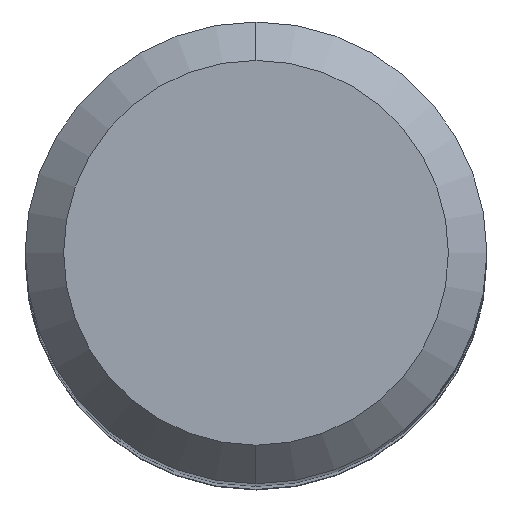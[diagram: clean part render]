
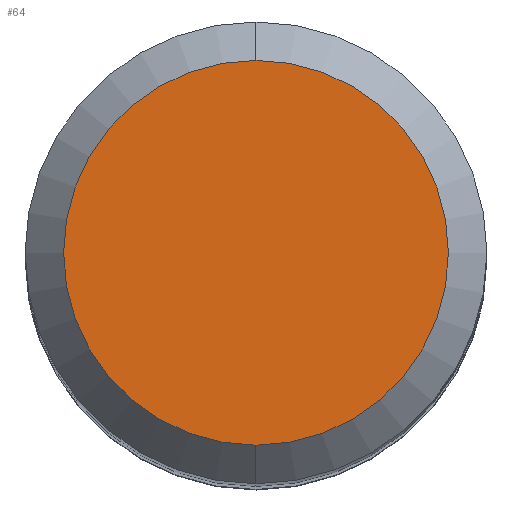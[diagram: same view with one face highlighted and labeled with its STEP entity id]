
A CAD part, top view. The second image highlights one B-rep face of the part: STEP entity #64.
In plain terms, the highlighted planar face has unit normal (0, 0, 1).
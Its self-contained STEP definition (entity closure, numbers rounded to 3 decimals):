
#64=ADVANCED_FACE('',(#125),#126,.T.);
#125=FACE_OUTER_BOUND('',#188,.T.);
#126=PLANE('',#189);
#188=EDGE_LOOP('',(#272,#273));
#189=AXIS2_PLACEMENT_3D('',#274,#275,#276);
#272=ORIENTED_EDGE('',*,*,#345,.F.);
#273=ORIENTED_EDGE('',*,*,#348,.F.);
#274=CARTESIAN_POINT('',(0.,2.5,40.0));
#275=DIRECTION('',(0.,0.0,1.0));
#276=DIRECTION('',(0.0,-1.0,0.0));
#345=EDGE_CURVE('',#399,#401,#402,.T.);
#348=EDGE_CURVE('',#401,#399,#405,.T.);
#399=VERTEX_POINT('',#460);
#401=VERTEX_POINT('',#463);
#402=CIRCLE('',#464,5.0);
#405=CIRCLE('',#468,5.0);
#460=CARTESIAN_POINT('',(0.,5.0,40.0));
#463=CARTESIAN_POINT('',(0.,-5.0,40.0));
#464=AXIS2_PLACEMENT_3D('',#518,#519,#520);
#468=AXIS2_PLACEMENT_3D('',#522,#523,#524);
#518=CARTESIAN_POINT('',(0.,0.0,40.0));
#519=DIRECTION('',(0.,0.0,-1.0));
#520=DIRECTION('',(0.0,1.0,0.0));
#522=CARTESIAN_POINT('',(0.,0.0,40.0));
#523=DIRECTION('',(0.,0.0,-1.0));
#524=DIRECTION('',(0.0,1.0,0.0));
